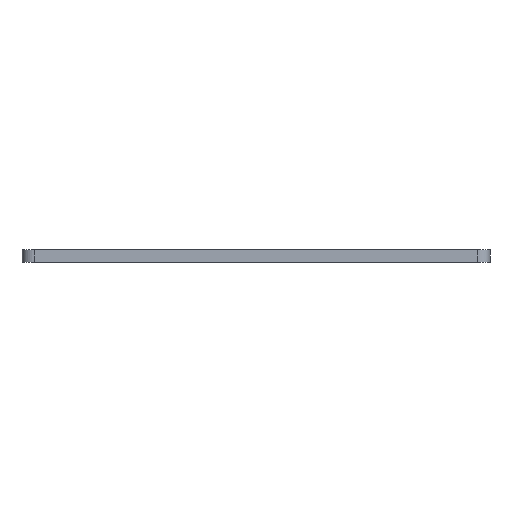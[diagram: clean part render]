
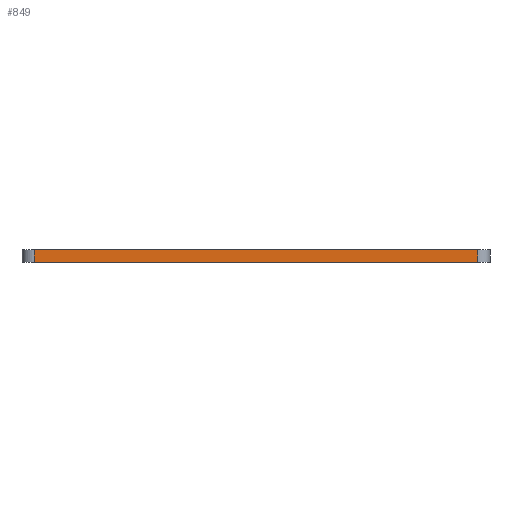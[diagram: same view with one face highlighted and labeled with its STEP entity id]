
A CAD part, left-side view. The second image highlights one B-rep face of the part: STEP entity #849.
In plain terms, the highlighted planar face has unit normal (-1, 0, 0).
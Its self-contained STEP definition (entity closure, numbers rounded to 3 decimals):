
#29 = CARTESIAN_POINT ( 'NONE',  ( 0., -2., 0. ) ) ;
#84 = CARTESIAN_POINT ( 'NONE',  ( 0., -77., 0. ) ) ;
#114 = VERTEX_POINT ( 'NONE', #187 ) ;
#127 = FACE_OUTER_BOUND ( 'NONE', #847, .T. ) ;
#159 = CARTESIAN_POINT ( 'NONE',  ( 0., -75., 2. ) ) ;
#187 = CARTESIAN_POINT ( 'NONE',  ( 0., -75., 2. ) ) ;
#197 = EDGE_CURVE ( 'NONE', #1225, #823, #975, .T. ) ;
#272 = DIRECTION ( 'NONE',  ( 0., 0., 1. ) ) ;
#302 = LINE ( 'NONE', #84, #1318 ) ;
#479 = ORIENTED_EDGE ( 'NONE', *, *, #528, .F. ) ;
#497 = LINE ( 'NONE', #159, #1017 ) ;
#528 = EDGE_CURVE ( 'NONE', #1225, #114, #1278, .T. ) ;
#661 = CARTESIAN_POINT ( 'NONE',  ( 0., -2., 2. ) ) ;
#718 = VECTOR ( 'NONE', #962, 1000. ) ;
#740 = AXIS2_PLACEMENT_3D ( 'NONE', #1002, #1007, #1321 ) ;
#823 = VERTEX_POINT ( 'NONE', #29 ) ;
#844 = VERTEX_POINT ( 'NONE', #1344 ) ;
#847 = EDGE_LOOP ( 'NONE', ( #479, #912, #1192, #1089 ) ) ;
#849 = ADVANCED_FACE ( 'NONE', ( #127 ), #995, .F. ) ;
#912 = ORIENTED_EDGE ( 'NONE', *, *, #197, .T. ) ;
#953 = DIRECTION ( 'NONE',  ( 0., -1., 0. ) ) ;
#962 = DIRECTION ( 'NONE',  ( 0., 0., -1. ) ) ;
#975 = LINE ( 'NONE', #661, #718 ) ;
#995 = PLANE ( 'NONE',  #740 ) ;
#1002 = CARTESIAN_POINT ( 'NONE',  ( 0., -77., 2. ) ) ;
#1007 = DIRECTION ( 'NONE',  ( 1., 0., 0. ) ) ;
#1017 = VECTOR ( 'NONE', #272, 1000. ) ;
#1089 = ORIENTED_EDGE ( 'NONE', *, *, #1372, .T. ) ;
#1101 = EDGE_CURVE ( 'NONE', #823, #844, #302, .T. ) ;
#1192 = ORIENTED_EDGE ( 'NONE', *, *, #1101, .T. ) ;
#1225 = VERTEX_POINT ( 'NONE', #1396 ) ;
#1242 = VECTOR ( 'NONE', #1360, 1000. ) ;
#1278 = LINE ( 'NONE', #1368, #1242 ) ;
#1318 = VECTOR ( 'NONE', #953, 1000. ) ;
#1321 = DIRECTION ( 'NONE',  ( 0., 0., -1. ) ) ;
#1344 = CARTESIAN_POINT ( 'NONE',  ( 0., -75., 0. ) ) ;
#1360 = DIRECTION ( 'NONE',  ( 0., -1., 0. ) ) ;
#1368 = CARTESIAN_POINT ( 'NONE',  ( 0., -77., 2. ) ) ;
#1372 = EDGE_CURVE ( 'NONE', #844, #114, #497, .T. ) ;
#1396 = CARTESIAN_POINT ( 'NONE',  ( 0., -2., 2. ) ) ;
